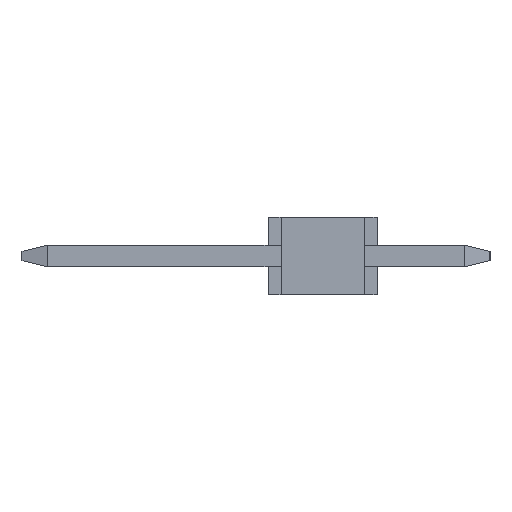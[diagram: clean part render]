
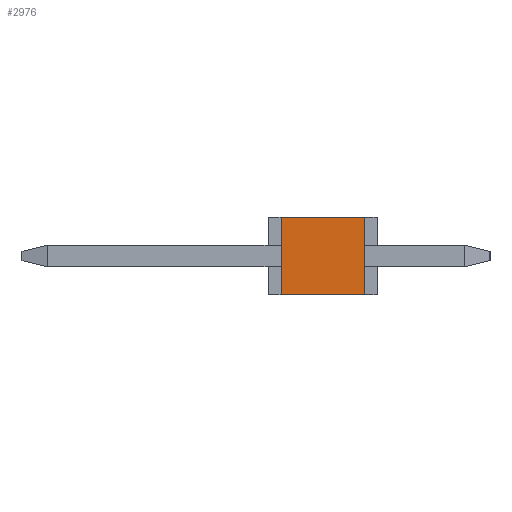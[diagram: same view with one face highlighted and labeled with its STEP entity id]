
A CAD part, left-side view. The second image highlights one B-rep face of the part: STEP entity #2976.
In plain terms, the highlighted planar face has unit normal (-1, 0, 0).
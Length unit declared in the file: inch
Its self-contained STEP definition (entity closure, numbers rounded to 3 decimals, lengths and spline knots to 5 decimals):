
#1=DIRECTION('',(0.,0.,-1.));
#2=VECTOR('',#1,0.093);
#3=CARTESIAN_POINT('',(-0.445,0.05,0.0465));
#4=LINE('',#3,#2);
#5=DIRECTION('',(0.,-1.,0.));
#6=VECTOR('',#5,0.1);
#7=CARTESIAN_POINT('',(-0.445,0.05,0.0465));
#8=LINE('',#7,#6);
#9=DIRECTION('',(0.,0.,-1.));
#10=VECTOR('',#9,0.093);
#11=CARTESIAN_POINT('',(-0.445,-0.05,0.0465));
#12=LINE('',#11,#10);
#13=DIRECTION('',(0.,1.,0.));
#14=VECTOR('',#13,0.1);
#15=CARTESIAN_POINT('',(-0.445,-0.05,-0.0465));
#16=LINE('',#15,#14);
#2265=CARTESIAN_POINT('',(-0.445,0.05,0.0465));
#2266=CARTESIAN_POINT('',(-0.445,0.05,-0.0465));
#2267=VERTEX_POINT('',#2265);
#2268=VERTEX_POINT('',#2266);
#2269=CARTESIAN_POINT('',(-0.445,-0.05,0.0465));
#2270=CARTESIAN_POINT('',(-0.445,-0.05,-0.0465));
#2271=VERTEX_POINT('',#2269);
#2272=VERTEX_POINT('',#2270);
#2961=CARTESIAN_POINT('',(-0.445,0.,0.));
#2962=DIRECTION('',(1.,0.,0.));
#2963=DIRECTION('',(0.,0.,-1.));
#2964=AXIS2_PLACEMENT_3D('',#2961,#2962,#2963);
#2965=PLANE('',#2964);
#2967=ORIENTED_EDGE('',*,*,#2966,.F.);
#2969=ORIENTED_EDGE('',*,*,#2968,.T.);
#2971=ORIENTED_EDGE('',*,*,#2970,.T.);
#2973=ORIENTED_EDGE('',*,*,#2972,.T.);
#2974=EDGE_LOOP('',(#2967,#2969,#2971,#2973));
#2975=FACE_OUTER_BOUND('',#2974,.F.);
#2976=ADVANCED_FACE('',(#2975),#2965,.F.);
#2966=EDGE_CURVE('',#2267,#2268,#4,.T.);
#2968=EDGE_CURVE('',#2267,#2271,#8,.T.);
#2970=EDGE_CURVE('',#2271,#2272,#12,.T.);
#2972=EDGE_CURVE('',#2272,#2268,#16,.T.);
